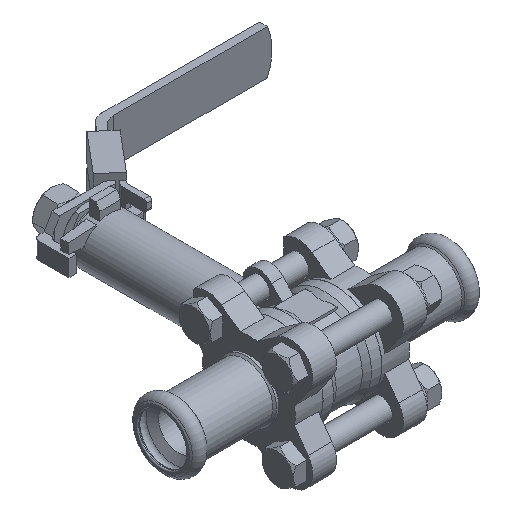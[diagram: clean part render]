
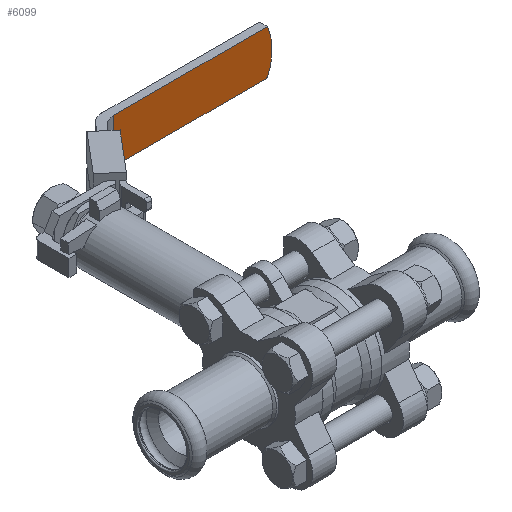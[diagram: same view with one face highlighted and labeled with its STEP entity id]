
A CAD part, isometric view. The second image highlights one B-rep face of the part: STEP entity #6099.
In plain terms, the highlighted planar face has unit normal (0, -1, 0).
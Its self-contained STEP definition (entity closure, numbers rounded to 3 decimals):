
#465=LINE('',#9578,#951);
#479=LINE('',#9617,#965);
#483=LINE('',#9624,#969);
#951=VECTOR('',#7684,1000.);
#965=VECTOR('',#7716,1000.);
#969=VECTOR('',#7726,1000.);
#1293=PLANE('',#6604);
#2091=ORIENTED_EDGE('',*,*,#3585,.T.);
#2092=ORIENTED_EDGE('',*,*,#3515,.T.);
#2093=ORIENTED_EDGE('',*,*,#3590,.F.);
#2094=ORIENTED_EDGE('',*,*,#3566,.F.);
#3515=EDGE_CURVE('',#4318,#4319,#4795,.T.);
#3566=EDGE_CURVE('',#4350,#4351,#465,.T.);
#3585=EDGE_CURVE('',#4350,#4318,#479,.T.);
#3590=EDGE_CURVE('',#4351,#4319,#483,.T.);
#4318=VERTEX_POINT('',#9471);
#4319=VERTEX_POINT('',#9472);
#4350=VERTEX_POINT('',#9577);
#4351=VERTEX_POINT('',#9579);
#4795=CIRCLE('',#6569,21.);
#5098=EDGE_LOOP('',(#2091,#2092,#2093,#2094));
#5586=FACE_BOUND('',#5098,.T.);
#6099=ADVANCED_FACE('',(#5586),#1293,.T.);
#6569=AXIS2_PLACEMENT_3D('',#9470,#7597,#7598);
#6604=AXIS2_PLACEMENT_3D('',#9623,#7724,#7725);
#7597=DIRECTION('',(0.,-1.,0.));
#7598=DIRECTION('',(1.,0.,0.));
#7684=DIRECTION('',(0.,0.,1.));
#7716=DIRECTION('',(1.,0.,0.));
#7724=DIRECTION('',(0.,-1.,0.));
#7725=DIRECTION('',(1.,0.,0.));
#7726=DIRECTION('',(1.,0.,0.));
#9470=CARTESIAN_POINT('',(74.,108.,0.));
#9471=CARTESIAN_POINT('',(93.203,108.,-8.5));
#9472=CARTESIAN_POINT('',(93.203,108.,8.5));
#9577=CARTESIAN_POINT('',(34.396,108.,-8.5));
#9578=CARTESIAN_POINT('',(34.396,108.,-8.5));
#9579=CARTESIAN_POINT('',(34.396,108.,8.5));
#9617=CARTESIAN_POINT('',(34.396,108.,-8.5));
#9623=CARTESIAN_POINT('',(34.396,108.,-8.5));
#9624=CARTESIAN_POINT('',(34.396,108.,8.5));
